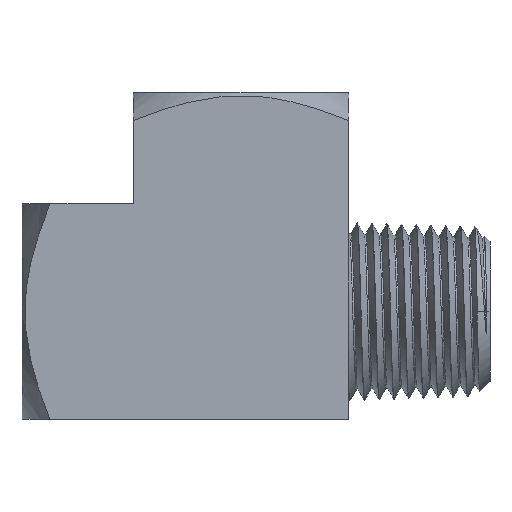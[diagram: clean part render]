
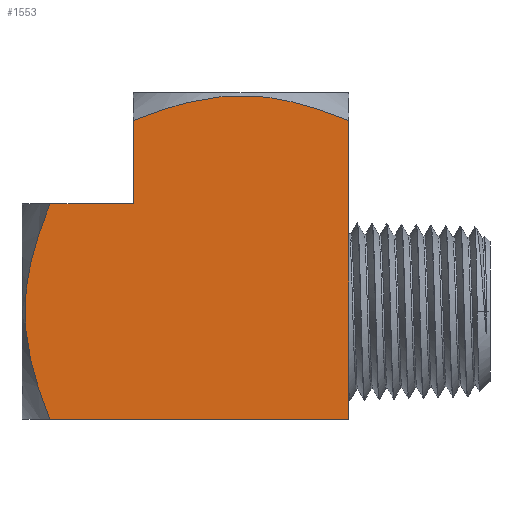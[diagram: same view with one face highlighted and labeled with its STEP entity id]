
A CAD part, front view. The second image highlights one B-rep face of the part: STEP entity #1553.
In plain terms, the highlighted face is planar.
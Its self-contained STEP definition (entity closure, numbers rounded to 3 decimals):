
#20=(
BOUNDED_CURVE()
B_SPLINE_CURVE(2,(#14062,#14063,#14064,#14065),.UNSPECIFIED.,.F.,.F.)
B_SPLINE_CURVE_WITH_KNOTS((3,1,3),(110.484,193.81,275.016),
 .UNSPECIFIED.)
CURVE()
GEOMETRIC_REPRESENTATION_ITEM()
RATIONAL_B_SPLINE_CURVE((7.01,8.366,8.332,
7.01))
REPRESENTATION_ITEM('')
);
#21=(
BOUNDED_CURVE()
B_SPLINE_CURVE(2,(#14071,#14072,#14073,#14074),.UNSPECIFIED.,.F.,.F.)
B_SPLINE_CURVE_WITH_KNOTS((3,1,3),(77.459,113.122,197.989),
 .UNSPECIFIED.)
CURVE()
GEOMETRIC_REPRESENTATION_ITEM()
RATIONAL_B_SPLINE_CURVE((5.164,5.747,6.553,
5.164))
REPRESENTATION_ITEM('')
);
#49=PLANE('',#1666);
#159=FACE_OUTER_BOUND('',#250,.T.);
#250=EDGE_LOOP('',(#1270,#1271,#1272,#1273,#1274,#1275));
#461=LINE('',#14067,#530);
#462=LINE('',#14069,#531);
#463=LINE('',#14076,#532);
#464=LINE('',#14077,#533);
#530=VECTOR('',#1932,1000.);
#531=VECTOR('',#1933,1000.);
#532=VECTOR('',#1934,1000.);
#533=VECTOR('',#1935,1000.);
#683=VERTEX_POINT('',#14060);
#684=VERTEX_POINT('',#14061);
#685=VERTEX_POINT('',#14066);
#686=VERTEX_POINT('',#14068);
#687=VERTEX_POINT('',#14070);
#688=VERTEX_POINT('',#14075);
#909=EDGE_CURVE('',#683,#684,#20,.T.);
#910=EDGE_CURVE('',#685,#684,#461,.T.);
#911=EDGE_CURVE('',#685,#686,#462,.T.);
#912=EDGE_CURVE('',#686,#687,#21,.T.);
#913=EDGE_CURVE('',#688,#687,#463,.T.);
#914=EDGE_CURVE('',#688,#683,#464,.T.);
#1270=ORIENTED_EDGE('',*,*,#909,.T.);
#1271=ORIENTED_EDGE('',*,*,#910,.F.);
#1272=ORIENTED_EDGE('',*,*,#911,.T.);
#1273=ORIENTED_EDGE('',*,*,#912,.T.);
#1274=ORIENTED_EDGE('',*,*,#913,.F.);
#1275=ORIENTED_EDGE('',*,*,#914,.T.);
#1553=ADVANCED_FACE('',(#159),#49,.T.);
#1666=AXIS2_PLACEMENT_3D('',#14059,#1930,#1931);
#1930=DIRECTION('center_axis',(-1.,0.,0.));
#1931=DIRECTION('ref_axis',(0.,1.,0.));
#1932=DIRECTION('',(0.,0.,-1.));
#1933=DIRECTION('',(0.,1.,0.));
#1934=DIRECTION('',(0.,1.,0.));
#1935=DIRECTION('',(0.,0.,-1.));
#14059=CARTESIAN_POINT('Origin',(-10.819,10.319,31.196));
#14060=CARTESIAN_POINT('',(-10.819,10.319,2.674));
#14061=CARTESIAN_POINT('',(-10.819,-10.319,2.674));
#14062=CARTESIAN_POINT('Ctrl Pts',(-10.819,10.319,2.674));
#14063=CARTESIAN_POINT('Ctrl Pts',(-10.819,4.267,0.263));
#14064=CARTESIAN_POINT('Ctrl Pts',(-10.819,-4.397,0.315));
#14065=CARTESIAN_POINT('Ctrl Pts',(-10.819,-10.319,2.674));
#14066=CARTESIAN_POINT('',(-10.819,-10.319,31.291));
#14067=CARTESIAN_POINT('',(-10.819,-10.319,31.196));
#14068=CARTESIAN_POINT('',(-10.819,18.298,31.291));
#14069=CARTESIAN_POINT('',(-10.819,-10.224,31.291));
#14070=CARTESIAN_POINT('',(-10.819,18.298,10.654));
#14071=CARTESIAN_POINT('Ctrl Pts',(-10.819,18.298,31.291));
#14072=CARTESIAN_POINT('Ctrl Pts',(-10.819,19.809,27.5));
#14073=CARTESIAN_POINT('Ctrl Pts',(-10.819,21.451,18.566));
#14074=CARTESIAN_POINT('Ctrl Pts',(-10.819,18.298,10.654));
#14075=CARTESIAN_POINT('',(-10.819,10.319,10.654));
#14076=CARTESIAN_POINT('',(-10.819,-10.224,10.654));
#14077=CARTESIAN_POINT('',(-10.819,10.319,31.196));
